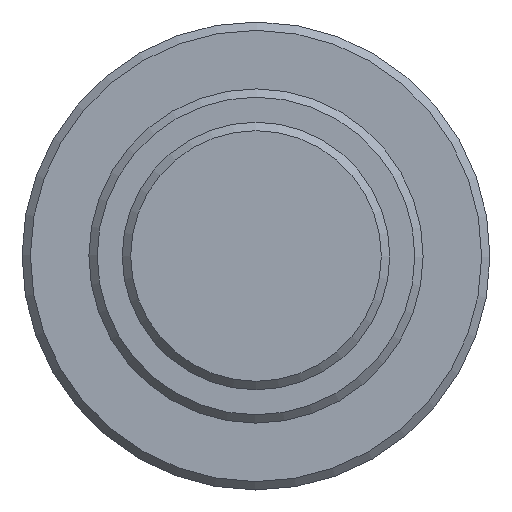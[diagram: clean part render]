
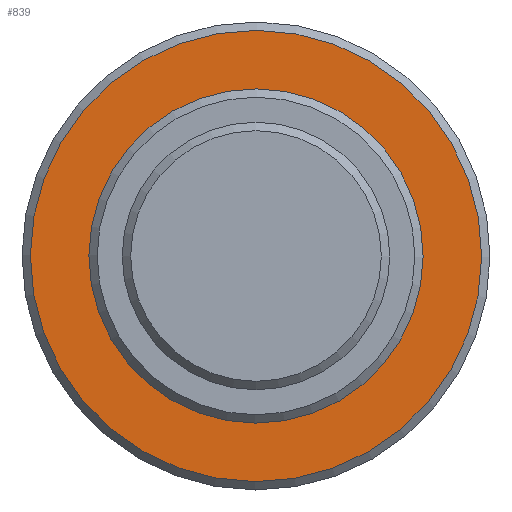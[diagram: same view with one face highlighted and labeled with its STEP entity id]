
A CAD part, front view. The second image highlights one B-rep face of the part: STEP entity #839.
In plain terms, the highlighted planar face has unit normal (0, -1, 0).
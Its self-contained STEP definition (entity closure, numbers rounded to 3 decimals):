
#29=FACE_BOUND('',#139,.T.);
#47=PLANE('',#949);
#85=FACE_OUTER_BOUND('',#138,.T.);
#138=EDGE_LOOP('',(#687));
#139=EDGE_LOOP('',(#688));
#204=CIRCLE('',#950,6.75);
#205=CIRCLE('',#951,5.);
#381=VERTEX_POINT('',#1437);
#382=VERTEX_POINT('',#1439);
#486=EDGE_CURVE('',#381,#381,#204,.F.);
#487=EDGE_CURVE('',#382,#382,#205,.T.);
#687=ORIENTED_EDGE('',*,*,#486,.T.);
#688=ORIENTED_EDGE('',*,*,#487,.F.);
#839=ADVANCED_FACE('',(#85,#29),#47,.F.);
#949=AXIS2_PLACEMENT_3D('',#1436,#1186,#1187);
#950=AXIS2_PLACEMENT_3D('',#1438,#1188,#1189);
#951=AXIS2_PLACEMENT_3D('',#1440,#1190,#1191);
#1186=DIRECTION('center_axis',(0.,1.,0.));
#1187=DIRECTION('ref_axis',(1.,0.,0.));
#1188=DIRECTION('center_axis',(0.,1.,0.));
#1189=DIRECTION('ref_axis',(-0.868,0.,-0.497));
#1190=DIRECTION('center_axis',(0.,-1.,0.));
#1191=DIRECTION('ref_axis',(0.868,0.,0.497));
#1436=CARTESIAN_POINT('Origin',(-2.486,-3.5,4.338));
#1437=CARTESIAN_POINT('',(5.857,-3.5,3.356));
#1438=CARTESIAN_POINT('Origin',(0.,-3.5,0.));
#1439=CARTESIAN_POINT('',(-4.338,-3.5,-2.486));
#1440=CARTESIAN_POINT('Origin',(0.,-3.5,0.));
